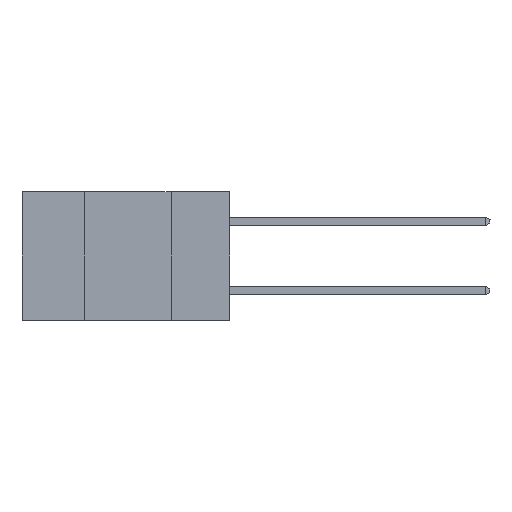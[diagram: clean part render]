
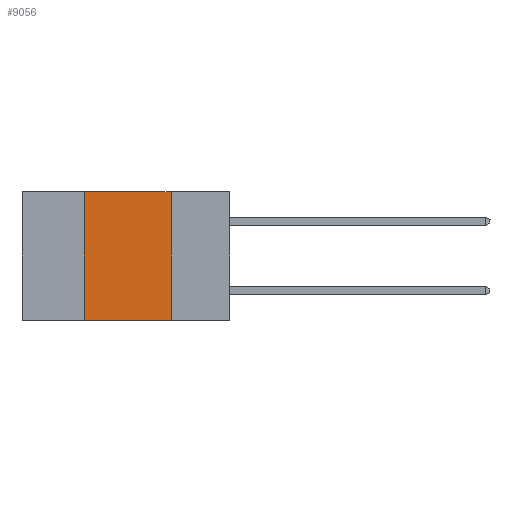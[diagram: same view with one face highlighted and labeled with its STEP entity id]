
A CAD part, left-side view. The second image highlights one B-rep face of the part: STEP entity #9056.
In plain terms, the highlighted planar face has unit normal (-1, 0, 0).
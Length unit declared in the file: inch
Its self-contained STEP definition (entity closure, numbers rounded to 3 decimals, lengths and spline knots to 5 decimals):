
#225 = LINE ( 'NONE', #1020, #16652 ) ;
#302 = VECTOR ( 'NONE', #17318, 39.37008 ) ;
#997 = EDGE_CURVE ( 'NONE', #15558, #5360, #8208, .T. ) ;
#1020 = CARTESIAN_POINT ( 'NONE',  ( 0., 0.17, 0. ) ) ;
#1221 = ORIENTED_EDGE ( 'NONE', *, *, #1976, .T. ) ;
#1395 = CARTESIAN_POINT ( 'NONE',  ( 0., 0.42, -0.37 ) ) ;
#1506 = VERTEX_POINT ( 'NONE', #2398 ) ;
#1971 = ORIENTED_EDGE ( 'NONE', *, *, #10236, .F. ) ;
#1976 = EDGE_CURVE ( 'NONE', #3064, #1506, #3986, .T. ) ;
#2398 = CARTESIAN_POINT ( 'NONE',  ( 0., 0.17, -0.37 ) ) ;
#3064 = VERTEX_POINT ( 'NONE', #1395 ) ;
#3986 = LINE ( 'NONE', #7643, #302 ) ;
#4277 = EDGE_CURVE ( 'NONE', #3064, #15558, #7948, .T. ) ;
#4444 = CARTESIAN_POINT ( 'NONE',  ( 0., 0.17, 0. ) ) ;
#5360 = VERTEX_POINT ( 'NONE', #4444 ) ;
#5584 = CARTESIAN_POINT ( 'NONE',  ( 0., 0.6, 0. ) ) ;
#6949 = DIRECTION ( 'NONE',  ( 1., 0., 0. ) ) ;
#7086 = CARTESIAN_POINT ( 'NONE',  ( 0., 0.42, 0. ) ) ;
#7643 = CARTESIAN_POINT ( 'NONE',  ( 0., 0.6, -0.37 ) ) ;
#7948 = LINE ( 'NONE', #7086, #17704 ) ;
#8208 = LINE ( 'NONE', #8305, #12939 ) ;
#8305 = CARTESIAN_POINT ( 'NONE',  ( 0., 0.6, 0. ) ) ;
#9056 = ADVANCED_FACE ( 'NONE', ( #15418 ), #12449, .F. ) ;
#9240 = AXIS2_PLACEMENT_3D ( 'NONE', #5584, #6949, #11111 ) ;
#9424 = CARTESIAN_POINT ( 'NONE',  ( 0., 0.42, 0. ) ) ;
#9634 = DIRECTION ( 'NONE',  ( 0., 0., 1. ) ) ;
#10065 = EDGE_LOOP ( 'NONE', ( #1971, #14598, #10368, #1221 ) ) ;
#10236 = EDGE_CURVE ( 'NONE', #5360, #1506, #225, .T. ) ;
#10368 = ORIENTED_EDGE ( 'NONE', *, *, #4277, .F. ) ;
#10553 = DIRECTION ( 'NONE',  ( 0., 0., -1. ) ) ;
#11111 = DIRECTION ( 'NONE',  ( 0., 0., -1. ) ) ;
#12449 = PLANE ( 'NONE',  #9240 ) ;
#12617 = DIRECTION ( 'NONE',  ( 0., -1., 0. ) ) ;
#12939 = VECTOR ( 'NONE', #12617, 39.37008 ) ;
#14598 = ORIENTED_EDGE ( 'NONE', *, *, #997, .F. ) ;
#15418 = FACE_OUTER_BOUND ( 'NONE', #10065, .T. ) ;
#15558 = VERTEX_POINT ( 'NONE', #9424 ) ;
#16652 = VECTOR ( 'NONE', #10553, 39.37008 ) ;
#17318 = DIRECTION ( 'NONE',  ( 0., -1., 0. ) ) ;
#17704 = VECTOR ( 'NONE', #9634, 39.37008 ) ;
